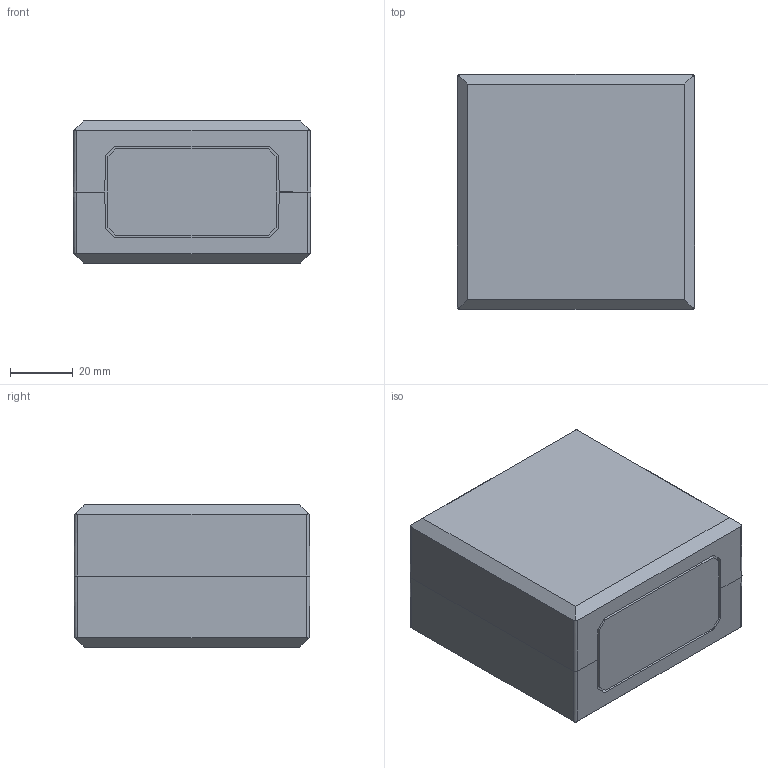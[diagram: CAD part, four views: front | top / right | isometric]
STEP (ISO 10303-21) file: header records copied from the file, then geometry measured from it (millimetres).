
FILE_DESCRIPTION(/* description */ (''),/* implementation_level */ '2;1');
FILE_NAME(/* name */ '1801100400-MB075_Rastverschl..stp',/* time_stamp */ '2016-07-28T13:51:41+02:00',/* author */ ('Robin.Rentz'),/* organization */ (''),/* preprocessor_version */ 'ST-DEVELOPER v15.6',/* originating_system */ 'Autodesk Inventor 2015',/* authorisation */ '');
FILE_SCHEMA (('AUTOMOTIVE_DESIGN { 1 0 10303 214 3 1 1 }'));
Length unit declared in the file: millimetre
Products named in the file (7): 1801100103-Halbschale_75x75_ohne Buchsen; 1990000040 - Buchse M3x5  HITSERT; 1801100102-Halbschale_75x75_mit Mess.-Buchsen; 1819100100 - Kunststofffrontplatte für Quadro-Box MB 075; xxx - Kunststoffbuchse für Quadro-Box; 1990000059 - Rastverschluss M3_VE; 1801100400-MB075_Rastverschl.
Bounding box: 75.5 x 75 x 45.2 mm (x, y, z)
Volume: 74991.6 mm3; surface area: 64684.6 mm2
Topology: 16 solids, 16 shells, 450 faces, 1036 edges, 692 vertices
Faces by surface type: plane 330, cylinder 108, bspline 8, cone 4
Full cylindrical faces by diameter (mm): 2 x12, 2.459 x4, 3 x4, 4 x4, 4.1 x8, 4.3 x4, 4.8 x4, 4.9 x4, 6 x20, 6.3 x4, 8 x12
Entity records: 5574 total; most frequent: CARTESIAN_POINT 1020, DIRECTION 930, ORIENTED_EDGE 814, EDGE_CURVE 407, AXIS2_PLACEMENT_3D 317, LINE 296, VECTOR 296, VERTEX_POINT 293
